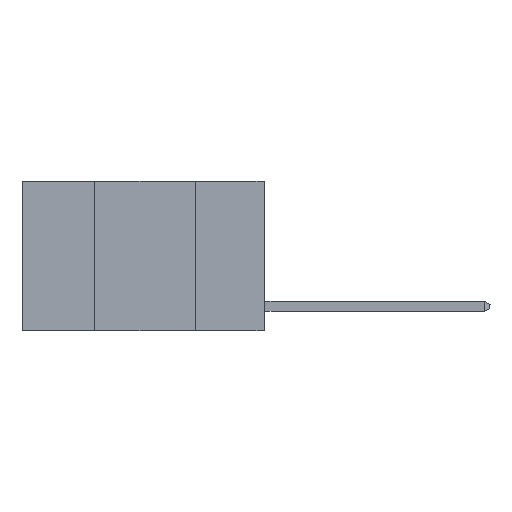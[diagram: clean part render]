
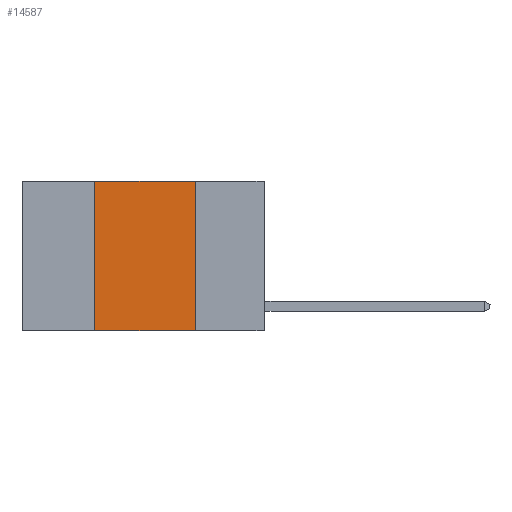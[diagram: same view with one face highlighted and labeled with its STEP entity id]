
A CAD part, left-side view. The second image highlights one B-rep face of the part: STEP entity #14587.
In plain terms, the highlighted planar face has unit normal (-1, 0, 0).
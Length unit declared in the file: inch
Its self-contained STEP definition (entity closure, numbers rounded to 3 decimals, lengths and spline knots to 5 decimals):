
#94 = VECTOR ( 'NONE', #7413, 39.37008 ) ;
#458 = DIRECTION ( 'NONE',  ( 0., -1., 0. ) ) ;
#541 = LINE ( 'NONE', #13231, #8150 ) ;
#626 = CARTESIAN_POINT ( 'NONE',  ( 0., 0.17, -0.37 ) ) ;
#783 = VECTOR ( 'NONE', #17926, 39.37008 ) ;
#1401 = EDGE_LOOP ( 'NONE', ( #14665, #4629, #5748, #16103 ) ) ;
#1705 = CARTESIAN_POINT ( 'NONE',  ( 0., 0.17, 0. ) ) ;
#2286 = CARTESIAN_POINT ( 'NONE',  ( 0., 0.42, -0.37 ) ) ;
#2858 = DIRECTION ( 'NONE',  ( 0., 0., -1. ) ) ;
#3304 = DIRECTION ( 'NONE',  ( 0., 0., 1. ) ) ;
#3379 = CARTESIAN_POINT ( 'NONE',  ( 0., 0.42, 0. ) ) ;
#4259 = CARTESIAN_POINT ( 'NONE',  ( 0., 0.6, 0. ) ) ;
#4629 = ORIENTED_EDGE ( 'NONE', *, *, #13009, .F. ) ;
#5748 = ORIENTED_EDGE ( 'NONE', *, *, #6801, .F. ) ;
#6100 = LINE ( 'NONE', #1705, #94 ) ;
#6442 = LINE ( 'NONE', #6542, #783 ) ;
#6542 = CARTESIAN_POINT ( 'NONE',  ( 0., 0.6, -0.37 ) ) ;
#6801 = EDGE_CURVE ( 'NONE', #8139, #8425, #10414, .T. ) ;
#7413 = DIRECTION ( 'NONE',  ( 0., 0., -1. ) ) ;
#7969 = VECTOR ( 'NONE', #3304, 39.37008 ) ;
#8066 = VERTEX_POINT ( 'NONE', #626 ) ;
#8139 = VERTEX_POINT ( 'NONE', #2286 ) ;
#8150 = VECTOR ( 'NONE', #458, 39.37008 ) ;
#8425 = VERTEX_POINT ( 'NONE', #3379 ) ;
#10058 = FACE_OUTER_BOUND ( 'NONE', #1401, .T. ) ;
#10293 = CARTESIAN_POINT ( 'NONE',  ( 0., 0.17, 0. ) ) ;
#10414 = LINE ( 'NONE', #16091, #7969 ) ;
#12183 = EDGE_CURVE ( 'NONE', #12195, #8066, #6100, .T. ) ;
#12195 = VERTEX_POINT ( 'NONE', #10293 ) ;
#12671 = DIRECTION ( 'NONE',  ( 1., 0., 0. ) ) ;
#13009 = EDGE_CURVE ( 'NONE', #8425, #12195, #541, .T. ) ;
#13231 = CARTESIAN_POINT ( 'NONE',  ( 0., 0.6, 0. ) ) ;
#14168 = PLANE ( 'NONE',  #16830 ) ;
#14587 = ADVANCED_FACE ( 'NONE', ( #10058 ), #14168, .F. ) ;
#14665 = ORIENTED_EDGE ( 'NONE', *, *, #12183, .F. ) ;
#15759 = EDGE_CURVE ( 'NONE', #8139, #8066, #6442, .T. ) ;
#16091 = CARTESIAN_POINT ( 'NONE',  ( 0., 0.42, 0. ) ) ;
#16103 = ORIENTED_EDGE ( 'NONE', *, *, #15759, .T. ) ;
#16830 = AXIS2_PLACEMENT_3D ( 'NONE', #4259, #12671, #2858 ) ;
#17926 = DIRECTION ( 'NONE',  ( 0., -1., 0. ) ) ;
